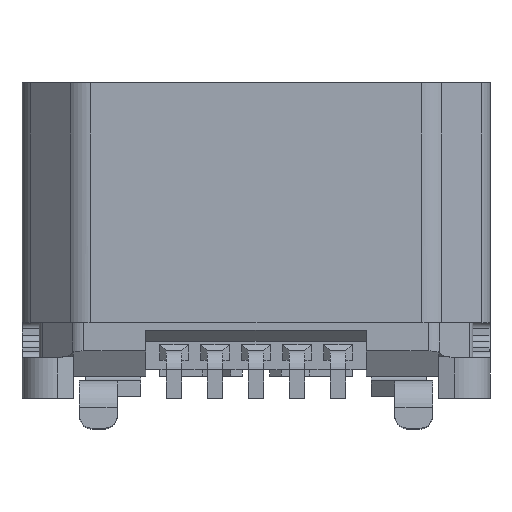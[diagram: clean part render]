
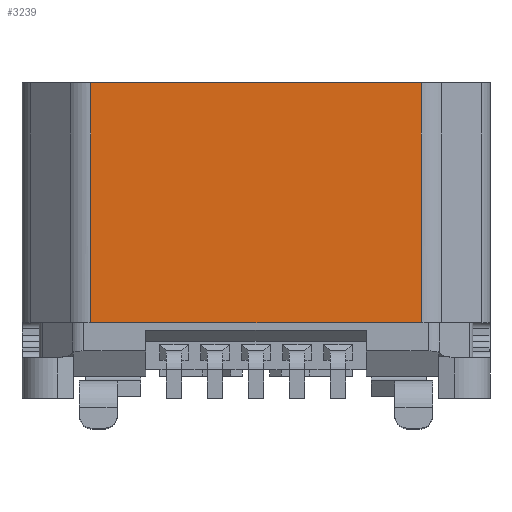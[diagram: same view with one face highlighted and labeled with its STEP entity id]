
A CAD part, front view. The second image highlights one B-rep face of the part: STEP entity #3239.
In plain terms, the highlighted planar face has unit normal (0, -1, 0).
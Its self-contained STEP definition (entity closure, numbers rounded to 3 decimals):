
#337 = CARTESIAN_POINT ( 'NONE',  ( 2.618, -1.16, -0.3 ) ) ;
#338 = CARTESIAN_POINT ( 'NONE',  ( -2.618, -1.16, -0.3 ) ) ;
#536 = AXIS2_PLACEMENT_3D ( 'NONE', #10336, #10345, #10346 ) ;
#2533 = EDGE_LOOP ( 'NONE', ( #9135, #9134, #9133, #9132 ) ) ;
#3005 = CARTESIAN_POINT ( 'NONE',  ( -2.618, -1.16, 3.5 ) ) ;
#3012 = CARTESIAN_POINT ( 'NONE',  ( 2.618, -1.16, 3.5 ) ) ;
#3239 = ADVANCED_FACE ( 'NONE', ( #7106 ), #10343, .F. ) ;
#3823 = LINE ( 'NONE', #5285, #3825 ) ;
#3825 = VECTOR ( 'NONE', #5286, 1000. ) ;
#3932 = LINE ( 'NONE', #5419, #3935 ) ;
#3934 = LINE ( 'NONE', #5421, #3937 ) ;
#3935 = VECTOR ( 'NONE', #5420, 1000. ) ;
#3936 = LINE ( 'NONE', #5423, #3939 ) ;
#3937 = VECTOR ( 'NONE', #5422, 1000. ) ;
#3939 = VECTOR ( 'NONE', #5424, 1000. ) ;
#5174 = VERTEX_POINT ( 'NONE', #3005 ) ;
#5178 = VERTEX_POINT ( 'NONE', #3012 ) ;
#5285 = CARTESIAN_POINT ( 'NONE',  ( 3.71, -1.16, -0.3 ) ) ;
#5286 = DIRECTION ( 'NONE',  ( 1., 0., 0. ) ) ;
#5419 = CARTESIAN_POINT ( 'NONE',  ( -2.618, -1.16, 11.283 ) ) ;
#5420 = DIRECTION ( 'NONE',  ( 0., 0., -1. ) ) ;
#5421 = CARTESIAN_POINT ( 'NONE',  ( 2.618, -1.16, 11.283 ) ) ;
#5422 = DIRECTION ( 'NONE',  ( 0., 0., -1. ) ) ;
#5423 = CARTESIAN_POINT ( 'NONE',  ( -3.26, -1.16, 3.5 ) ) ;
#5424 = DIRECTION ( 'NONE',  ( 1., 0., 0. ) ) ;
#7106 = FACE_OUTER_BOUND ( 'NONE', #2533, .T. ) ;
#8480 = VERTEX_POINT ( 'NONE', #337 ) ;
#8481 = VERTEX_POINT ( 'NONE', #338 ) ;
#9132 = ORIENTED_EDGE ( 'NONE', *, *, #11826, .F. ) ;
#9133 = ORIENTED_EDGE ( 'NONE', *, *, #11825, .F. ) ;
#9134 = ORIENTED_EDGE ( 'NONE', *, *, #11765, .T. ) ;
#9135 = ORIENTED_EDGE ( 'NONE', *, *, #11824, .T. ) ;
#10336 = CARTESIAN_POINT ( 'NONE',  ( -3.26, -1.16, 11.283 ) ) ;
#10343 = PLANE ( 'NONE',  #536 ) ;
#10345 = DIRECTION ( 'NONE',  ( 0., 1., 0. ) ) ;
#10346 = DIRECTION ( 'NONE',  ( -1., 0., 0. ) ) ;
#11765 = EDGE_CURVE ( 'NONE', #8481, #8480, #3823, .T. ) ;
#11824 = EDGE_CURVE ( 'NONE', #5174, #8481, #3932, .T. ) ;
#11825 = EDGE_CURVE ( 'NONE', #5178, #8480, #3934, .T. ) ;
#11826 = EDGE_CURVE ( 'NONE', #5174, #5178, #3936, .T. ) ;
